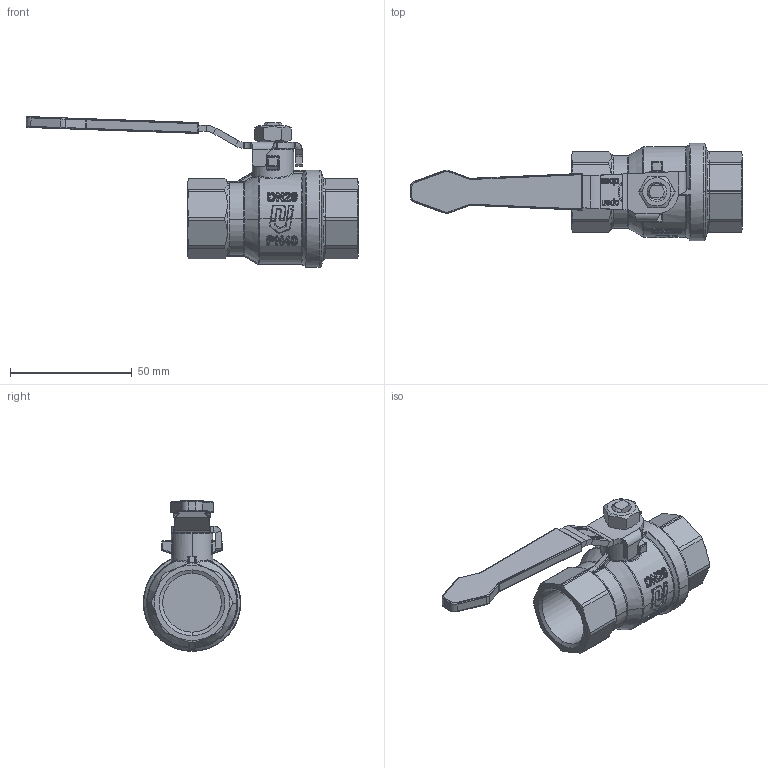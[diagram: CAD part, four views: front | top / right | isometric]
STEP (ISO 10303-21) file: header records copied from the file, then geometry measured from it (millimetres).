
FILE_DESCRIPTION(('HOOPS Exchange Step'),'2;1');
FILE_NAME('GK0200_DN20.stp','2025-02-21T09:14:17+01:00',('nieru'),('Unknown organisation'),'HOOPS Exchange 2024.2','HOOPS Exchange','Unknown authorisation');
FILE_SCHEMA( ('AP203_CONFIGURATION_CONTROLLED_3D_DESIGN_OF_MECHANICAL_PARTS_AND_ASSEMBLIES_MIM_LF') );
Length unit declared in the file: millimetre
Products named in the file (2): 0; root
Assembly tree (1 placements, depth 2):
  root
    0
Bounding box: 136.46 x 40 x 62.01 mm (x, y, z)
Volume: 56856.6 mm3; surface area: 18366.8 mm2
Topology: 3 solids, 3 shells, 1484 faces, 3606 edges, 2156 vertices
Faces by surface type: bspline 768, cylinder 354, plane 204, torus 94, cone 44, sphere 20
Full cylindrical faces by diameter (mm): 6.647 x1, 8 x2, 24.117 x2
Entity records: 102149 total; most frequent: CARTESIAN_POINT 72537, ORIENTED_EDGE 7200, DIRECTION 4213, EDGE_CURVE 3600, VERTEX_POINT 2157, B_SPLINE_CURVE_WITH_KNOTS 1808, AXIS2_PLACEMENT_3D 1772, EDGE_LOOP 1523
